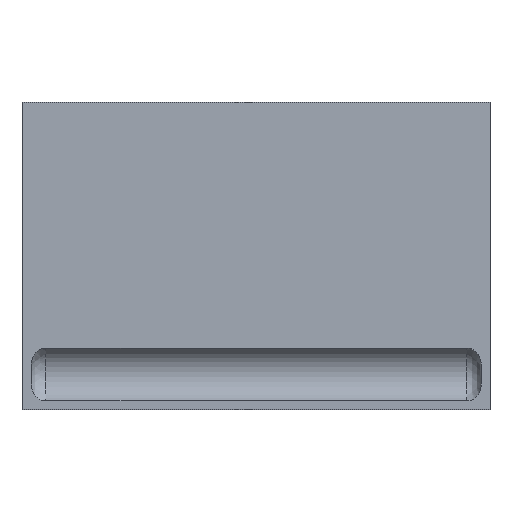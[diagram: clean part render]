
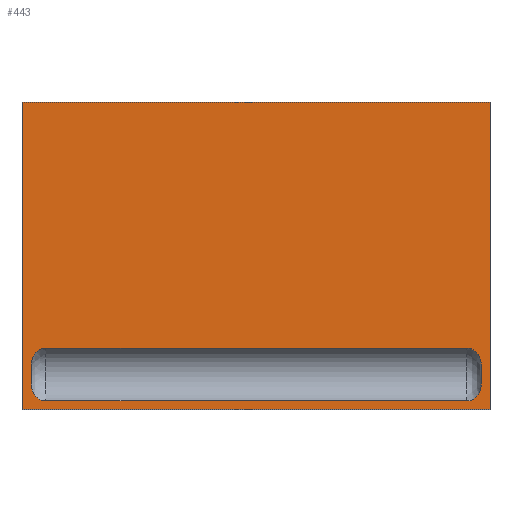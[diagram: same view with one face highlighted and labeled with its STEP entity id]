
A CAD part, top view. The second image highlights one B-rep face of the part: STEP entity #443.
In plain terms, the highlighted planar face has unit normal (0, 0, 1).
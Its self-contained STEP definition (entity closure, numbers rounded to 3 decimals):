
#18=FACE_BOUND('',#187,.T.);
#26=PLANE('',#485);
#42=LINE('',#671,#94);
#43=LINE('',#674,#95);
#44=LINE('',#730,#96);
#45=LINE('',#732,#97);
#63=LINE('',#770,#115);
#65=LINE('',#774,#117);
#67=LINE('',#778,#119);
#69=LINE('',#781,#121);
#94=VECTOR('',#509,10.);
#95=VECTOR('',#512,10.);
#96=VECTOR('',#517,10.);
#97=VECTOR('',#520,10.);
#115=VECTOR('',#542,10.);
#117=VECTOR('',#546,10.);
#119=VECTOR('',#550,10.);
#121=VECTOR('',#554,10.);
#157=FACE_OUTER_BOUND('',#186,.T.);
#186=EDGE_LOOP('',(#359,#360,#361,#362));
#187=EDGE_LOOP('',(#363,#364,#365,#366,#367,#368,#369,#370));
#207=B_SPLINE_CURVE_WITH_KNOTS('',3,(#629,#630,#631,#632,#633,#634,#635,
#636,#637,#638,#639,#640,#641,#642,#643,#644,#645,#646),.UNSPECIFIED.,.F.,
 .F.,(4,2,2,2,2,2,2,2,4),(0.23,0.387,0.544,
0.646,0.749,0.839,0.93,
1.016,1.102),.UNSPECIFIED.);
#208=B_SPLINE_CURVE_WITH_KNOTS('',3,(#650,#651,#652,#653,#654,#655,#656,
#657,#658,#659,#660,#661,#662,#663,#664,#665,#666,#667),.UNSPECIFIED.,.F.,
 .F.,(4,2,2,2,2,2,2,2,4),(3.306,3.392,3.478,
3.569,3.659,3.761,3.863,4.021,
4.178),.UNSPECIFIED.);
#209=B_SPLINE_CURVE_WITH_KNOTS('',3,(#691,#692,#693,#694,#695,#696,#697,
#698,#699,#700,#701,#702,#703,#704,#705,#706,#707,#708),.UNSPECIFIED.,.F.,
 .F.,(4,2,2,2,2,2,2,2,4),(0.23,0.387,0.544,
0.646,0.749,0.839,0.93,
1.016,1.102),.UNSPECIFIED.);
#210=B_SPLINE_CURVE_WITH_KNOTS('',3,(#710,#711,#712,#713,#714,#715,#716,
#717,#718,#719,#720,#721,#722,#723,#724,#725,#726,#727),.UNSPECIFIED.,.F.,
 .F.,(4,2,2,2,2,2,2,2,4),(3.306,3.392,3.478,
3.569,3.659,3.761,3.863,4.021,
4.178),.UNSPECIFIED.);
#211=VERTEX_POINT('',#627);
#212=VERTEX_POINT('',#628);
#213=VERTEX_POINT('',#647);
#214=VERTEX_POINT('',#649);
#215=VERTEX_POINT('',#670);
#216=VERTEX_POINT('',#672);
#217=VERTEX_POINT('',#690);
#218=VERTEX_POINT('',#709);
#235=VERTEX_POINT('',#767);
#236=VERTEX_POINT('',#769);
#237=VERTEX_POINT('',#773);
#238=VERTEX_POINT('',#777);
#251=EDGE_CURVE('',#211,#212,#207,.T.);
#253=EDGE_CURVE('',#213,#214,#208,.T.);
#255=EDGE_CURVE('',#215,#212,#42,.T.);
#257=EDGE_CURVE('',#213,#216,#43,.T.);
#258=EDGE_CURVE('',#217,#216,#209,.T.);
#259=EDGE_CURVE('',#215,#218,#210,.T.);
#261=EDGE_CURVE('',#217,#218,#44,.T.);
#262=EDGE_CURVE('',#211,#214,#45,.T.);
#280=EDGE_CURVE('',#236,#235,#63,.T.);
#282=EDGE_CURVE('',#237,#236,#65,.T.);
#284=EDGE_CURVE('',#238,#237,#67,.T.);
#286=EDGE_CURVE('',#235,#238,#69,.T.);
#359=ORIENTED_EDGE('',*,*,#286,.T.);
#360=ORIENTED_EDGE('',*,*,#284,.T.);
#361=ORIENTED_EDGE('',*,*,#282,.T.);
#362=ORIENTED_EDGE('',*,*,#280,.T.);
#363=ORIENTED_EDGE('',*,*,#257,.T.);
#364=ORIENTED_EDGE('',*,*,#258,.F.);
#365=ORIENTED_EDGE('',*,*,#261,.T.);
#366=ORIENTED_EDGE('',*,*,#259,.F.);
#367=ORIENTED_EDGE('',*,*,#255,.T.);
#368=ORIENTED_EDGE('',*,*,#251,.F.);
#369=ORIENTED_EDGE('',*,*,#262,.T.);
#370=ORIENTED_EDGE('',*,*,#253,.F.);
#443=ADVANCED_FACE('',(#157,#18),#26,.T.);
#485=AXIS2_PLACEMENT_3D('',#782,#555,#556);
#509=DIRECTION('',(-1.,0.,0.));
#512=DIRECTION('',(1.,0.,0.));
#517=DIRECTION('',(0.,-1.,0.));
#520=DIRECTION('',(0.,1.,0.));
#542=DIRECTION('',(1.,0.,0.));
#546=DIRECTION('',(0.,-1.,0.));
#550=DIRECTION('',(-1.,0.,0.));
#554=DIRECTION('',(0.,1.,0.));
#555=DIRECTION('center_axis',(0.,0.,1.));
#556=DIRECTION('ref_axis',(1.,0.,0.));
#627=CARTESIAN_POINT('',(63.15,-288.441,43.175));
#628=CARTESIAN_POINT('',(68.15,-294.992,43.175));
#629=CARTESIAN_POINT('Ctrl Pts',(63.15,-288.441,43.175));
#630=CARTESIAN_POINT('Ctrl Pts',(63.15,-288.966,43.175));
#631=CARTESIAN_POINT('Ctrl Pts',(63.171,-289.543,43.175));
#632=CARTESIAN_POINT('Ctrl Pts',(63.329,-290.675,43.175));
#633=CARTESIAN_POINT('Ctrl Pts',(63.469,-291.231,43.175));
#634=CARTESIAN_POINT('Ctrl Pts',(63.782,-292.037,43.175));
#635=CARTESIAN_POINT('Ctrl Pts',(63.945,-292.373,43.175));
#636=CARTESIAN_POINT('Ctrl Pts',(64.339,-293.002,43.175));
#637=CARTESIAN_POINT('Ctrl Pts',(64.57,-293.296,43.175));
#638=CARTESIAN_POINT('Ctrl Pts',(65.015,-293.758,43.175));
#639=CARTESIAN_POINT('Ctrl Pts',(65.265,-293.976,43.175));
#640=CARTESIAN_POINT('Ctrl Pts',(65.805,-294.352,43.175));
#641=CARTESIAN_POINT('Ctrl Pts',(66.096,-294.51,43.175));
#642=CARTESIAN_POINT('Ctrl Pts',(66.637,-294.74,43.175));
#643=CARTESIAN_POINT('Ctrl Pts',(66.937,-294.837,43.175));
#644=CARTESIAN_POINT('Ctrl Pts',(67.55,-294.963,43.175));
#645=CARTESIAN_POINT('Ctrl Pts',(67.863,-294.992,43.175));
#646=CARTESIAN_POINT('Ctrl Pts',(68.15,-294.992,43.175));
#647=CARTESIAN_POINT('',(68.15,-276.992,43.175));
#649=CARTESIAN_POINT('',(63.15,-283.543,43.175));
#650=CARTESIAN_POINT('Ctrl Pts',(68.15,-276.992,43.175));
#651=CARTESIAN_POINT('Ctrl Pts',(67.863,-276.992,43.175));
#652=CARTESIAN_POINT('Ctrl Pts',(67.55,-277.021,43.175));
#653=CARTESIAN_POINT('Ctrl Pts',(66.937,-277.147,43.175));
#654=CARTESIAN_POINT('Ctrl Pts',(66.637,-277.244,43.175));
#655=CARTESIAN_POINT('Ctrl Pts',(66.096,-277.474,43.175));
#656=CARTESIAN_POINT('Ctrl Pts',(65.805,-277.632,43.175));
#657=CARTESIAN_POINT('Ctrl Pts',(65.265,-278.008,43.175));
#658=CARTESIAN_POINT('Ctrl Pts',(65.015,-278.226,43.175));
#659=CARTESIAN_POINT('Ctrl Pts',(64.57,-278.688,43.175));
#660=CARTESIAN_POINT('Ctrl Pts',(64.339,-278.982,43.175));
#661=CARTESIAN_POINT('Ctrl Pts',(63.945,-279.611,43.175));
#662=CARTESIAN_POINT('Ctrl Pts',(63.782,-279.947,43.175));
#663=CARTESIAN_POINT('Ctrl Pts',(63.469,-280.753,43.175));
#664=CARTESIAN_POINT('Ctrl Pts',(63.329,-281.309,43.175));
#665=CARTESIAN_POINT('Ctrl Pts',(63.171,-282.441,43.175));
#666=CARTESIAN_POINT('Ctrl Pts',(63.15,-283.018,43.175));
#667=CARTESIAN_POINT('Ctrl Pts',(63.15,-283.543,43.175));
#670=CARTESIAN_POINT('',(212.05,-294.992,43.175));
#671=CARTESIAN_POINT('',(178.525,-294.992,43.175));
#672=CARTESIAN_POINT('',(212.05,-276.992,43.175));
#674=CARTESIAN_POINT('',(101.575,-276.992,43.175));
#690=CARTESIAN_POINT('',(217.05,-283.543,43.175));
#691=CARTESIAN_POINT('Ctrl Pts',(217.05,-283.543,43.175));
#692=CARTESIAN_POINT('Ctrl Pts',(217.05,-283.018,43.175));
#693=CARTESIAN_POINT('Ctrl Pts',(217.029,-282.441,43.175));
#694=CARTESIAN_POINT('Ctrl Pts',(216.871,-281.309,43.175));
#695=CARTESIAN_POINT('Ctrl Pts',(216.731,-280.753,43.175));
#696=CARTESIAN_POINT('Ctrl Pts',(216.418,-279.947,43.175));
#697=CARTESIAN_POINT('Ctrl Pts',(216.255,-279.611,43.175));
#698=CARTESIAN_POINT('Ctrl Pts',(215.861,-278.982,43.175));
#699=CARTESIAN_POINT('Ctrl Pts',(215.63,-278.688,43.175));
#700=CARTESIAN_POINT('Ctrl Pts',(215.185,-278.226,43.175));
#701=CARTESIAN_POINT('Ctrl Pts',(214.935,-278.008,43.175));
#702=CARTESIAN_POINT('Ctrl Pts',(214.395,-277.632,43.175));
#703=CARTESIAN_POINT('Ctrl Pts',(214.104,-277.474,43.175));
#704=CARTESIAN_POINT('Ctrl Pts',(213.563,-277.244,43.175));
#705=CARTESIAN_POINT('Ctrl Pts',(213.263,-277.147,43.175));
#706=CARTESIAN_POINT('Ctrl Pts',(212.65,-277.021,43.175));
#707=CARTESIAN_POINT('Ctrl Pts',(212.337,-276.992,43.175));
#708=CARTESIAN_POINT('Ctrl Pts',(212.05,-276.992,43.175));
#709=CARTESIAN_POINT('',(217.05,-288.441,43.175));
#710=CARTESIAN_POINT('Ctrl Pts',(212.05,-294.992,43.175));
#711=CARTESIAN_POINT('Ctrl Pts',(212.337,-294.992,43.175));
#712=CARTESIAN_POINT('Ctrl Pts',(212.65,-294.963,43.175));
#713=CARTESIAN_POINT('Ctrl Pts',(213.263,-294.837,43.175));
#714=CARTESIAN_POINT('Ctrl Pts',(213.563,-294.74,43.175));
#715=CARTESIAN_POINT('Ctrl Pts',(214.104,-294.51,43.175));
#716=CARTESIAN_POINT('Ctrl Pts',(214.395,-294.352,43.175));
#717=CARTESIAN_POINT('Ctrl Pts',(214.935,-293.976,43.175));
#718=CARTESIAN_POINT('Ctrl Pts',(215.185,-293.758,43.175));
#719=CARTESIAN_POINT('Ctrl Pts',(215.63,-293.296,43.175));
#720=CARTESIAN_POINT('Ctrl Pts',(215.861,-293.002,43.175));
#721=CARTESIAN_POINT('Ctrl Pts',(216.255,-292.373,43.175));
#722=CARTESIAN_POINT('Ctrl Pts',(216.418,-292.037,43.175));
#723=CARTESIAN_POINT('Ctrl Pts',(216.731,-291.231,43.175));
#724=CARTESIAN_POINT('Ctrl Pts',(216.871,-290.675,43.175));
#725=CARTESIAN_POINT('Ctrl Pts',(217.029,-289.543,43.175));
#726=CARTESIAN_POINT('Ctrl Pts',(217.05,-288.966,43.175));
#727=CARTESIAN_POINT('Ctrl Pts',(217.05,-288.441,43.175));
#730=CARTESIAN_POINT('',(217.05,-261.217,43.175));
#732=CARTESIAN_POINT('',(63.15,-270.217,43.175));
#767=CARTESIAN_POINT('',(220.,-297.942,43.175));
#769=CARTESIAN_POINT('',(60.,-297.942,43.175));
#770=CARTESIAN_POINT('',(0.,-297.942,43.175));
#773=CARTESIAN_POINT('',(60.,-192.942,43.175));
#774=CARTESIAN_POINT('',(60.,-297.942,43.175));
#777=CARTESIAN_POINT('',(220.,-192.942,43.175));
#778=CARTESIAN_POINT('',(220.,-192.942,43.175));
#781=CARTESIAN_POINT('',(220.,-297.942,43.175));
#782=CARTESIAN_POINT('Origin',(140.,-245.442,43.175));
